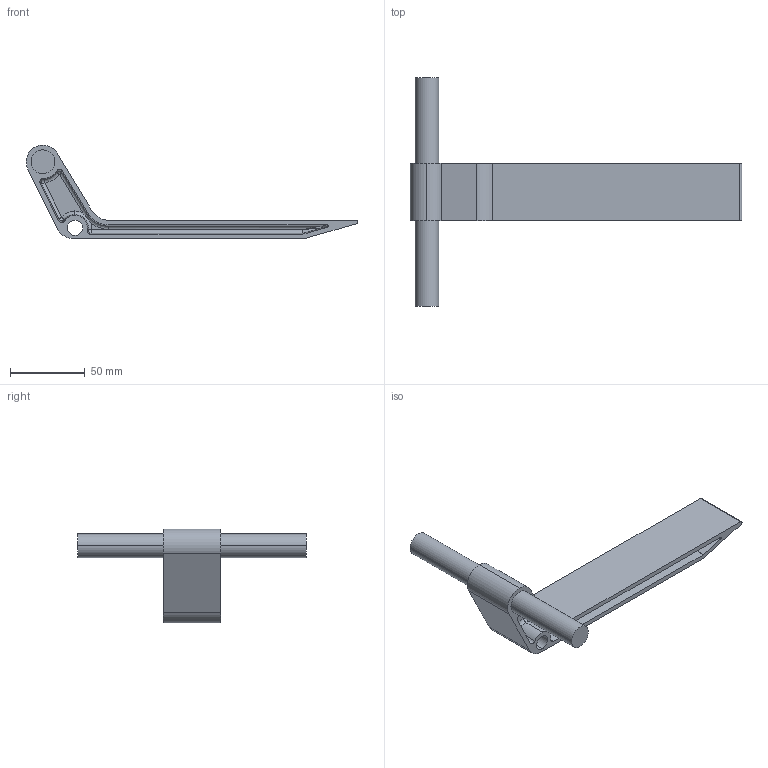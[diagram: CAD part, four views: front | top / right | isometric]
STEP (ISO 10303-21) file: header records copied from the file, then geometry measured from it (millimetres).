
FILE_DESCRIPTION(('CATIA V5 STEP Exchange','CAx-IF Rec.Pracs.--- Model Styling and Organization---1.5--- 2016-08-15','CAx-IF Rec.Pracs.---Supplemental Geometry---1.0---2011-11-01','CAx-IF Rec.Pracs.--- Composite Materials ---1.1---2010-07-15'),'2;1');
FILE_NAME('DE1416 FLIPPER 2.25 VERTICAL INDEX.stp','2024-01-24T19:55:55+00:00',('none'),('none'),'CATIA Version 5-6 Release 2022 SP3','CATIA V5 STEP AP214 Edition 3 v2','none');
FILE_SCHEMA(('AUTOMOTIVE_DESIGN { 1 0 10303 214 3 1 1 1 }'));
Length unit declared in the file: inch
Products named in the file (3): DE1416 FLIPPER ASSY 2.25 VERT. ; .625 DIA. X 6.00 LG COUNTER WT.; MAC12335S.001.sldasm-Part-2
Assembly tree (2 placements, depth 2):
  DE1416 FLIPPER ASSY 2.25 VERT. 
    .625 DIA. X 6.00 LG COUNTER WT.
    MAC12335S.001.sldasm-Part-2
Bounding box: 221.08 x 152.4 x 62.56 mm (x, y, z)
Volume: 105896.2 mm3; surface area: 50686.6 mm2
Topology: 2 solids, 2 shells, 84 faces, 212 edges, 122 vertices
Faces by surface type: bspline 28, cylinder 25, plane 23, sphere 8
Entity records: 5035 total; most frequent: CARTESIAN_POINT 3266, ORIENTED_EDGE 400, DIRECTION 215, EDGE_CURVE 200, VERTEX_POINT 122, B_SPLINE_CURVE_WITH_KNOTS 99, AXIS2_PLACEMENT_3D 92, EDGE_LOOP 90
